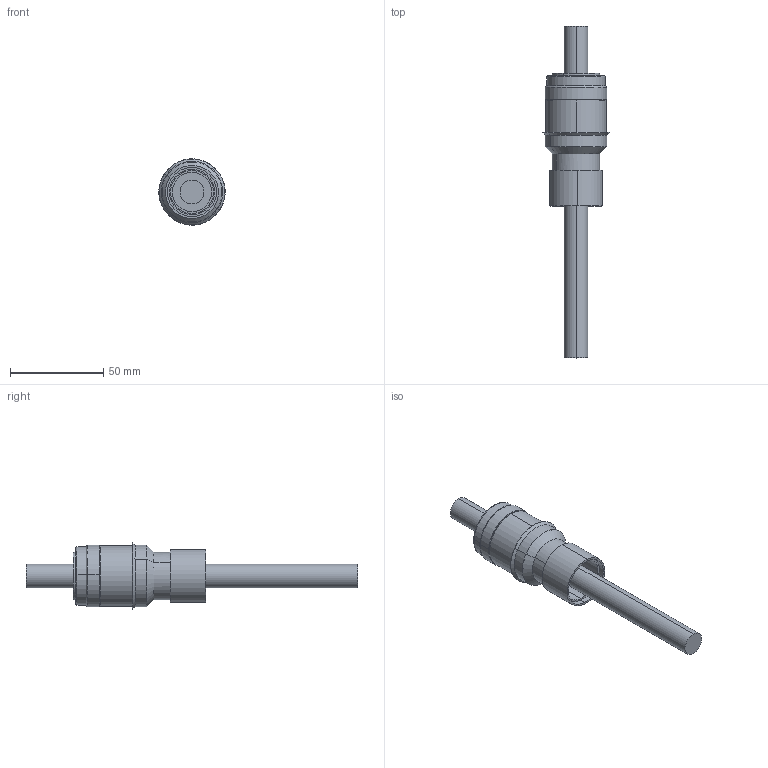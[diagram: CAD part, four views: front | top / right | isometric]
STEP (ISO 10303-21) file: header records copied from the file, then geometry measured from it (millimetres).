
FILE_DESCRIPTION (( 'STEP AP203' ), '1' );
FILE_NAME ('A8205-5-W.STEP', '2013-06-03T11:51:21', ( '' ), ( '' ), 'SwSTEP 2.0', 'SolidWorks 2012', '' );
FILE_SCHEMA (( 'CONFIG_CONTROL_DESIGN' ));
Length unit declared in the file: inch
Products named in the file (1): A8205-5-W
Bounding box: 35.49 x 177.8 x 35.49 mm (x, y, z)
Volume: 40719.4 mm3; surface area: 22601.9 mm2
Topology: 1 solids, 1 shells, 73 faces, 152 edges, 92 vertices
Faces by surface type: cylinder 36, cone 18, plane 13, torus 6
Entity records: 2039 total; most frequent: DIRECTION 398, CARTESIAN_POINT 318, ORIENTED_EDGE 304, AXIS2_PLACEMENT_3D 172, EDGE_CURVE 152, CIRCLE 98, VERTEX_POINT 92, EDGE_LOOP 84
